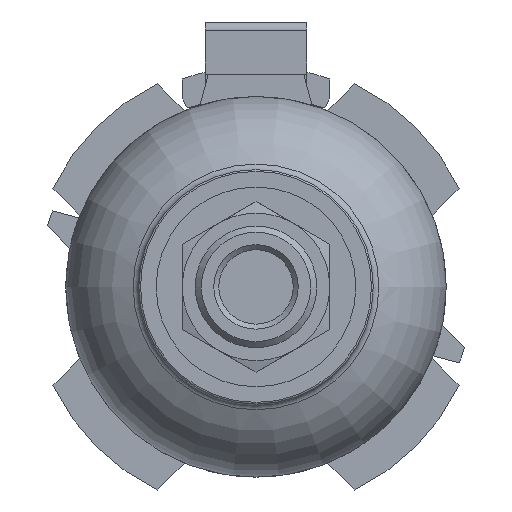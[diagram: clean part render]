
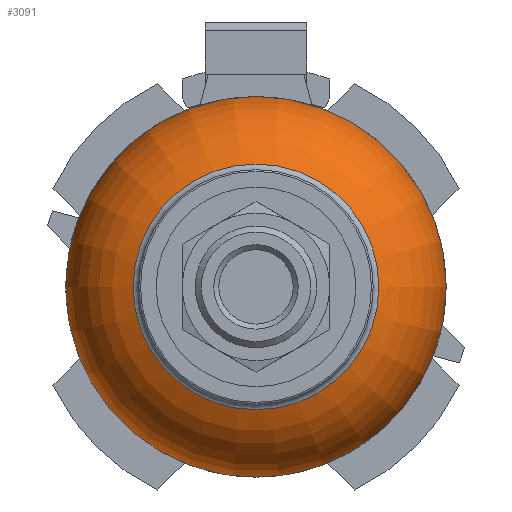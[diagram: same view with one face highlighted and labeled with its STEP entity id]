
A CAD part, front view. The second image highlights one B-rep face of the part: STEP entity #3091.
In plain terms, the highlighted toroidal (fillet/blend) face has major radius 9.9 mm and minor radius 12 mm.
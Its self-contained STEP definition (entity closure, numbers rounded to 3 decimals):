
#101=DEGENERATE_TOROIDAL_SURFACE('',#3363,9.9,12.,.T.);
#170=CIRCLE('',#3328,21.9);
#192=CIRCLE('',#3364,14.146);
#476=ORIENTED_EDGE('',*,*,#1305,.T.);
#477=ORIENTED_EDGE('',*,*,#1363,.F.);
#1305=EDGE_CURVE('',#1761,#1761,#170,.T.);
#1363=EDGE_CURVE('',#1800,#1800,#192,.T.);
#1761=VERTEX_POINT('',#4683);
#1800=VERTEX_POINT('',#4794);
#2550=EDGE_LOOP('',(#476));
#2551=EDGE_LOOP('',(#477));
#2776=FACE_BOUND('',#2550,.T.);
#2777=FACE_BOUND('',#2551,.T.);
#3091=ADVANCED_FACE('',(#2776,#2777),#101,.T.);
#3328=AXIS2_PLACEMENT_3D('',#4682,#3735,#3736);
#3363=AXIS2_PLACEMENT_3D('',#4792,#3841,#3842);
#3364=AXIS2_PLACEMENT_3D('',#4793,#3843,#3844);
#3735=DIRECTION('',(0.,-1.,0.));
#3736=DIRECTION('',(1.,0.,0.));
#3841=DIRECTION('',(0.,-1.,0.));
#3842=DIRECTION('',(1.,0.,0.));
#3843=DIRECTION('',(0.,-1.,0.));
#3844=DIRECTION('',(1.,0.,0.));
#4682=CARTESIAN_POINT('',(0.,20.6,0.));
#4683=CARTESIAN_POINT('',(21.9,20.6,0.));
#4792=CARTESIAN_POINT('',(0.,20.6,0.));
#4793=CARTESIAN_POINT('',(0.,9.376,0.));
#4794=CARTESIAN_POINT('',(14.146,9.376,0.));
